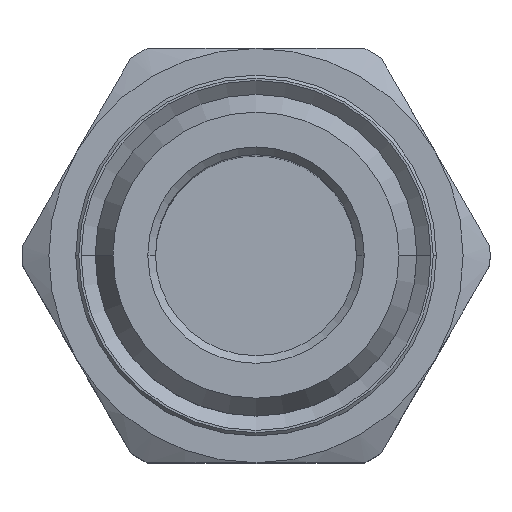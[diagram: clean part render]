
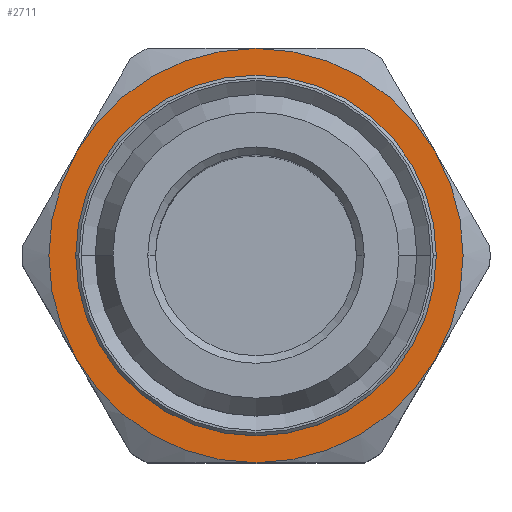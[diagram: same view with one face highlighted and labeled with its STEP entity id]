
A CAD part, top view. The second image highlights one B-rep face of the part: STEP entity #2711.
In plain terms, the highlighted planar face has unit normal (0, 0, 1).
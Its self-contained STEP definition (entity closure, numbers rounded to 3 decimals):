
#1358=CARTESIAN_POINT('',(31.578,16.197,0.0));
#1359=VERTEX_POINT('',#1358);
#1375=CARTESIAN_POINT('',(8.078,16.197,0.0));
#1376=VERTEX_POINT('',#1375);
#1383=CARTESIAN_POINT('',(19.828,16.197,0.0));
#1384=DIRECTION('',(0.0,0.0,1.0));
#1385=DIRECTION('',(1.0,0.0,0.0));
#1386=AXIS2_PLACEMENT_3D('',#1383,#1384,#1385);
#1387=CIRCLE('',#1386,11.75);
#1388=EDGE_CURVE('',#1376,#1359,#1387,.T.);
#1733=CARTESIAN_POINT('',(19.828,16.197,0.0));
#1734=DIRECTION('',(0.0,0.0,1.0));
#1735=DIRECTION('',(1.0,0.0,0.0));
#1736=AXIS2_PLACEMENT_3D('',#1733,#1734,#1735);
#1737=CIRCLE('',#1736,11.75);
#1738=EDGE_CURVE('',#1359,#1376,#1737,.T.);
#1897=CARTESIAN_POINT('',(8.137,22.947,0.));
#1898=VERTEX_POINT('',#1897);
#1921=CARTESIAN_POINT('',(8.137,9.447,0.));
#1922=VERTEX_POINT('',#1921);
#1936=CARTESIAN_POINT('',(19.828,16.197,0.0));
#1937=DIRECTION('',(0.0,0.0,1.0));
#1938=DIRECTION('',(-1.0,0.0,0.0));
#1939=AXIS2_PLACEMENT_3D('',#1936,#1937,#1938);
#1940=CIRCLE('',#1939,13.5);
#1941=EDGE_CURVE('',#1898,#1922,#1940,.T.);
#1953=CARTESIAN_POINT('',(19.828,29.697,0.));
#1954=VERTEX_POINT('',#1953);
#1990=CARTESIAN_POINT('',(19.828,16.197,0.0));
#1991=DIRECTION('',(0.0,0.0,1.0));
#1992=DIRECTION('',(-1.0,0.0,0.0));
#1993=AXIS2_PLACEMENT_3D('',#1990,#1991,#1992);
#1994=CIRCLE('',#1993,13.5);
#1995=EDGE_CURVE('',#1954,#1898,#1994,.T.);
#2007=CARTESIAN_POINT('',(31.519,22.947,0.));
#2008=VERTEX_POINT('',#2007);
#2044=CARTESIAN_POINT('',(19.828,16.197,0.0));
#2045=DIRECTION('',(0.0,0.0,1.0));
#2046=DIRECTION('',(-1.0,0.0,0.0));
#2047=AXIS2_PLACEMENT_3D('',#2044,#2045,#2046);
#2048=CIRCLE('',#2047,13.5);
#2049=EDGE_CURVE('',#2008,#1954,#2048,.T.);
#2074=CARTESIAN_POINT('',(31.519,9.447,0.));
#2075=VERTEX_POINT('',#2074);
#2076=CARTESIAN_POINT('',(19.828,16.197,0.0));
#2077=DIRECTION('',(0.0,0.0,1.0));
#2078=DIRECTION('',(-1.0,0.0,0.0));
#2079=AXIS2_PLACEMENT_3D('',#2076,#2077,#2078);
#2080=CIRCLE('',#2079,13.5);
#2081=EDGE_CURVE('',#2075,#2008,#2080,.T.);
#2128=CARTESIAN_POINT('',(19.828,2.697,0.));
#2129=VERTEX_POINT('',#2128);
#2130=CARTESIAN_POINT('',(19.828,16.197,0.0));
#2131=DIRECTION('',(0.0,0.0,1.0));
#2132=DIRECTION('',(-1.0,0.0,0.0));
#2133=AXIS2_PLACEMENT_3D('',#2130,#2131,#2132);
#2134=CIRCLE('',#2133,13.5);
#2135=EDGE_CURVE('',#2129,#2075,#2134,.T.);
#2182=CARTESIAN_POINT('',(19.828,16.197,0.0));
#2183=DIRECTION('',(0.0,0.0,1.0));
#2184=DIRECTION('',(-1.0,0.0,0.0));
#2185=AXIS2_PLACEMENT_3D('',#2182,#2183,#2184);
#2186=CIRCLE('',#2185,13.5);
#2187=EDGE_CURVE('',#1922,#2129,#2186,.T.);
#2694=CARTESIAN_POINT('',(19.828,16.197,0.0));
#2695=DIRECTION('',(0.0,0.0,1.0));
#2696=DIRECTION('',(1.0,0.0,0.0));
#2697=AXIS2_PLACEMENT_3D('',#2694,#2695,#2696);
#2698=PLANE('',#2697);
#2699=ORIENTED_EDGE('',*,*,#2187,.T.);
#2700=ORIENTED_EDGE('',*,*,#2135,.T.);
#2701=ORIENTED_EDGE('',*,*,#2081,.T.);
#2702=ORIENTED_EDGE('',*,*,#2049,.T.);
#2703=ORIENTED_EDGE('',*,*,#1995,.T.);
#2704=ORIENTED_EDGE('',*,*,#1941,.T.);
#2705=EDGE_LOOP('',(#2699,#2700,#2701,#2702,#2703,#2704));
#2706=FACE_OUTER_BOUND('',#2705,.T.);
#2707=ORIENTED_EDGE('',*,*,#1738,.F.);
#2708=ORIENTED_EDGE('',*,*,#1388,.F.);
#2709=EDGE_LOOP('',(#2707,#2708));
#2710=FACE_BOUND('',#2709,.T.);
#2711=ADVANCED_FACE('',(#2706,#2710),#2698,.T.);
